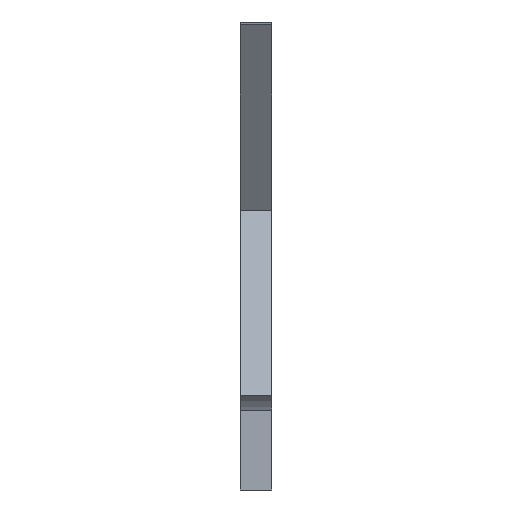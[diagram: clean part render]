
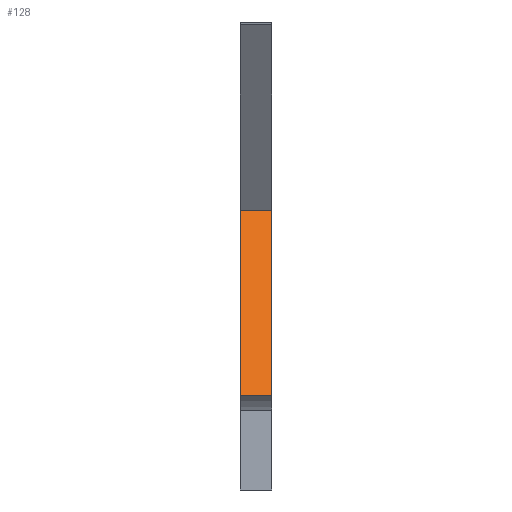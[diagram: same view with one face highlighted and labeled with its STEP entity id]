
A CAD part, left-side view. The second image highlights one B-rep face of the part: STEP entity #128.
In plain terms, the highlighted planar face has unit normal (-0.827, 0, 0.562).
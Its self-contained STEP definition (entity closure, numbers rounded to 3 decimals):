
#72=CARTESIAN_POINT('',(13.726,12.545,21.086));
#73=VERTEX_POINT('',#72);
#81=CARTESIAN_POINT('',(13.726,11.845,21.086));
#82=VERTEX_POINT('',#81);
#89=CARTESIAN_POINT('',(13.726,11.845,21.086));
#90=DIRECTION('',(0.,1.,0.));
#91=VECTOR('',#90,0.7);
#92=LINE('',#89,#91);
#93=EDGE_CURVE('',#82,#73,#92,.T.);
#98=CARTESIAN_POINT('',(15.117,12.155,23.133));
#99=DIRECTION('',(0.827,0.,-0.562));
#100=DIRECTION('',(-0.562,0.,-0.827));
#101=AXIS2_PLACEMENT_3D('',#98,#99,#100);
#102=PLANE('',#101);
#103=CARTESIAN_POINT('',(16.507,12.545,25.181));
#104=VERTEX_POINT('',#103);
#105=CARTESIAN_POINT('',(16.507,12.545,25.181));
#106=DIRECTION('',(-0.562,0.,-0.827));
#107=VECTOR('',#106,4.95);
#108=LINE('',#105,#107);
#109=EDGE_CURVE('',#104,#73,#108,.T.);
#110=ORIENTED_EDGE('',*,*,#109,.T.);
#111=ORIENTED_EDGE('',*,*,#93,.F.);
#112=CARTESIAN_POINT('',(16.507,11.845,25.181));
#113=VERTEX_POINT('',#112);
#114=CARTESIAN_POINT('',(16.507,11.845,25.181));
#115=DIRECTION('',(-0.562,0.,-0.827));
#116=VECTOR('',#115,4.95);
#117=LINE('',#114,#116);
#118=EDGE_CURVE('',#113,#82,#117,.T.);
#119=ORIENTED_EDGE('',*,*,#118,.F.);
#120=CARTESIAN_POINT('',(16.507,11.845,25.181));
#121=DIRECTION('',(0.,1.,0.));
#122=VECTOR('',#121,0.7);
#123=LINE('',#120,#122);
#124=EDGE_CURVE('',#113,#104,#123,.T.);
#125=ORIENTED_EDGE('',*,*,#124,.T.);
#126=EDGE_LOOP('',(#110,#111,#119,#125));
#127=FACE_BOUND('',#126,.T.);
#128=ADVANCED_FACE('',(#127),#102,.F.);
